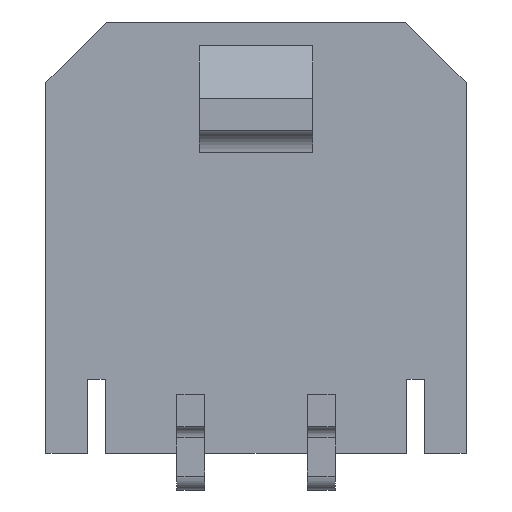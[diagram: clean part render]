
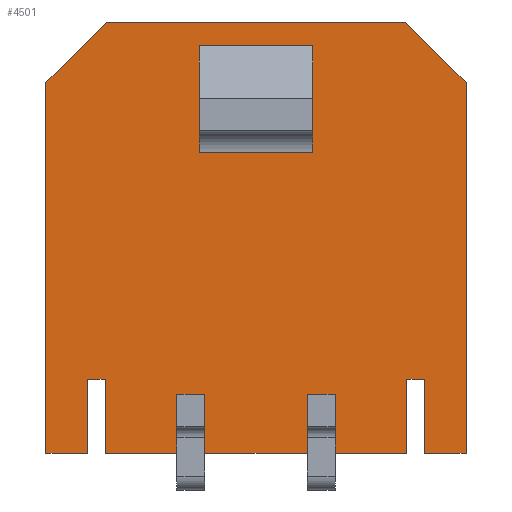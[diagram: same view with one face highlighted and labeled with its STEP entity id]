
A CAD part, top view. The second image highlights one B-rep face of the part: STEP entity #4501.
In plain terms, the highlighted planar face has unit normal (0, 0, 1).
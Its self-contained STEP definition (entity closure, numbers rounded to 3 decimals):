
#23=FACE_BOUND('',#533,.T.);
#296=FACE_OUTER_BOUND('',#532,.T.);
#532=EDGE_LOOP('',(#3646,#3647,#3648,#3649,#3650,#3651,#3652,#3653,#3654,
#3655,#3656,#3657,#3658,#3659,#3660,#3661,#3662,#3663,#3664,#3665,#3666,
#3667));
#533=EDGE_LOOP('',(#3668,#3669,#3670,#3671));
#623=LINE('',#5997,#1226);
#627=LINE('',#6006,#1230);
#634=LINE('',#6020,#1237);
#641=LINE('',#6036,#1244);
#671=LINE('',#6111,#1274);
#811=LINE('',#6401,#1414);
#871=LINE('',#6522,#1474);
#883=LINE('',#6546,#1486);
#901=LINE('',#6582,#1504);
#1040=LINE('',#6865,#1643);
#1054=LINE('',#6892,#1657);
#1055=LINE('',#6894,#1658);
#1057=LINE('',#6899,#1660);
#1061=LINE('',#6906,#1664);
#1063=LINE('',#6911,#1666);
#1065=LINE('',#6915,#1668);
#1066=LINE('',#6917,#1669);
#1067=LINE('',#6918,#1670);
#1068=LINE('',#6919,#1671);
#1069=LINE('',#6921,#1672);
#1070=LINE('',#6922,#1673);
#1071=LINE('',#6924,#1674);
#1072=LINE('',#6926,#1675);
#1073=LINE('',#6927,#1676);
#1074=LINE('',#6929,#1677);
#1075=LINE('',#6930,#1678);
#1226=VECTOR('',#4870,10.);
#1230=VECTOR('',#4876,10.);
#1237=VECTOR('',#4887,10.);
#1244=VECTOR('',#4906,10.);
#1274=VECTOR('',#4956,1.7);
#1414=VECTOR('',#5186,1.7);
#1474=VECTOR('',#5290,8.5);
#1486=VECTOR('',#5304,1.98);
#1504=VECTOR('',#5338,6.85);
#1643=VECTOR('',#5573,8.5);
#1657=VECTOR('',#5599,0.96);
#1658=VECTOR('',#5602,0.96);
#1660=VECTOR('',#5606,1.645);
#1664=VECTOR('',#5612,1.645);
#1666=VECTOR('',#5616,2.36);
#1668=VECTOR('',#5620,1.35);
#1669=VECTOR('',#5621,1.7);
#1670=VECTOR('',#5622,0.4);
#1671=VECTOR('',#5623,1.98);
#1672=VECTOR('',#5624,0.4);
#1673=VECTOR('',#5625,1.7);
#1674=VECTOR('',#5626,1.35);
#1675=VECTOR('',#5627,0.64);
#1676=VECTOR('',#5628,1.35);
#1677=VECTOR('',#5629,1.35);
#1678=VECTOR('',#5630,0.64);
#1829=VERTEX_POINT('',#5995);
#1830=VERTEX_POINT('',#5996);
#1833=VERTEX_POINT('',#6004);
#1834=VERTEX_POINT('',#6005);
#1876=VERTEX_POINT('',#6108);
#1877=VERTEX_POINT('',#6110);
#1981=VERTEX_POINT('',#6398);
#1982=VERTEX_POINT('',#6400);
#2020=VERTEX_POINT('',#6519);
#2021=VERTEX_POINT('',#6521);
#2032=VERTEX_POINT('',#6545);
#2042=VERTEX_POINT('',#6581);
#2137=VERTEX_POINT('',#6862);
#2138=VERTEX_POINT('',#6864);
#2146=VERTEX_POINT('',#6896);
#2147=VERTEX_POINT('',#6898);
#2148=VERTEX_POINT('',#6902);
#2149=VERTEX_POINT('',#6904);
#2150=VERTEX_POINT('',#6908);
#2151=VERTEX_POINT('',#6910);
#2152=VERTEX_POINT('',#6914);
#2153=VERTEX_POINT('',#6916);
#2154=VERTEX_POINT('',#6920);
#2155=VERTEX_POINT('',#6923);
#2156=VERTEX_POINT('',#6925);
#2157=VERTEX_POINT('',#6928);
#2239=EDGE_CURVE('',#1829,#1830,#623,.T.);
#2243=EDGE_CURVE('',#1833,#1834,#627,.T.);
#2251=EDGE_CURVE('',#1830,#1833,#634,.T.);
#2259=EDGE_CURVE('',#1834,#1829,#641,.T.);
#2295=EDGE_CURVE('',#1877,#1876,#671,.T.);
#2439=EDGE_CURVE('',#1981,#1982,#811,.T.);
#2501=EDGE_CURVE('',#2020,#2021,#871,.T.);
#2513=EDGE_CURVE('',#2032,#2021,#883,.T.);
#2531=EDGE_CURVE('',#2042,#2032,#901,.T.);
#2673=EDGE_CURVE('',#2138,#2137,#1040,.T.);
#2687=EDGE_CURVE('',#1877,#2020,#1054,.T.);
#2688=EDGE_CURVE('',#2138,#1981,#1055,.T.);
#2690=EDGE_CURVE('',#2146,#2147,#1057,.T.);
#2694=EDGE_CURVE('',#2149,#2148,#1061,.T.);
#2696=EDGE_CURVE('',#2150,#2151,#1063,.T.);
#2698=EDGE_CURVE('',#2148,#2152,#1065,.T.);
#2699=EDGE_CURVE('',#2149,#2153,#1066,.T.);
#2700=EDGE_CURVE('',#1982,#2153,#1067,.T.);
#2701=EDGE_CURVE('',#2137,#2042,#1068,.T.);
#2702=EDGE_CURVE('',#2154,#1876,#1069,.T.);
#2703=EDGE_CURVE('',#2147,#2154,#1070,.T.);
#2704=EDGE_CURVE('',#2146,#2155,#1071,.T.);
#2705=EDGE_CURVE('',#2156,#2155,#1072,.T.);
#2706=EDGE_CURVE('',#2151,#2156,#1073,.T.);
#2707=EDGE_CURVE('',#2150,#2157,#1074,.T.);
#2708=EDGE_CURVE('',#2152,#2157,#1075,.T.);
#3646=ORIENTED_EDGE('',*,*,#2698,.F.);
#3647=ORIENTED_EDGE('',*,*,#2694,.F.);
#3648=ORIENTED_EDGE('',*,*,#2699,.T.);
#3649=ORIENTED_EDGE('',*,*,#2700,.F.);
#3650=ORIENTED_EDGE('',*,*,#2439,.F.);
#3651=ORIENTED_EDGE('',*,*,#2688,.F.);
#3652=ORIENTED_EDGE('',*,*,#2673,.T.);
#3653=ORIENTED_EDGE('',*,*,#2701,.T.);
#3654=ORIENTED_EDGE('',*,*,#2531,.T.);
#3655=ORIENTED_EDGE('',*,*,#2513,.T.);
#3656=ORIENTED_EDGE('',*,*,#2501,.F.);
#3657=ORIENTED_EDGE('',*,*,#2687,.F.);
#3658=ORIENTED_EDGE('',*,*,#2295,.T.);
#3659=ORIENTED_EDGE('',*,*,#2702,.F.);
#3660=ORIENTED_EDGE('',*,*,#2703,.F.);
#3661=ORIENTED_EDGE('',*,*,#2690,.F.);
#3662=ORIENTED_EDGE('',*,*,#2704,.T.);
#3663=ORIENTED_EDGE('',*,*,#2705,.F.);
#3664=ORIENTED_EDGE('',*,*,#2706,.F.);
#3665=ORIENTED_EDGE('',*,*,#2696,.F.);
#3666=ORIENTED_EDGE('',*,*,#2707,.T.);
#3667=ORIENTED_EDGE('',*,*,#2708,.F.);
#3668=ORIENTED_EDGE('',*,*,#2243,.T.);
#3669=ORIENTED_EDGE('',*,*,#2259,.T.);
#3670=ORIENTED_EDGE('',*,*,#2239,.T.);
#3671=ORIENTED_EDGE('',*,*,#2251,.T.);
#4281=PLANE('',#4759);
#4501=ADVANCED_FACE('',(#296,#23),#4281,.T.);
#4759=AXIS2_PLACEMENT_3D('',#6913,#5618,#5619);
#4870=DIRECTION('',(1.,0.,0.));
#4876=DIRECTION('',(-1.,0.,0.));
#4887=DIRECTION('',(0.,-1.,0.));
#4906=DIRECTION('',(0.,1.,0.));
#4956=DIRECTION('',(0.,1.,0.));
#5186=DIRECTION('',(0.,1.,0.));
#5290=DIRECTION('',(0.,1.,0.));
#5304=DIRECTION('',(-0.707,-0.707,0.));
#5338=DIRECTION('',(-1.,0.,0.));
#5573=DIRECTION('',(0.,1.,0.));
#5599=DIRECTION('',(-1.,0.,0.));
#5602=DIRECTION('',(-1.,0.,0.));
#5606=DIRECTION('',(-1.,0.,0.));
#5612=DIRECTION('',(-1.,0.,0.));
#5616=DIRECTION('',(-1.,0.,0.));
#5618=DIRECTION('center_axis',(0.,0.,1.));
#5619=DIRECTION('ref_axis',(0.,1.,0.));
#5620=DIRECTION('',(0.,1.,0.));
#5621=DIRECTION('',(0.,1.,0.));
#5622=DIRECTION('',(-1.,0.,0.));
#5623=DIRECTION('',(-0.707,0.707,0.));
#5624=DIRECTION('',(-1.,0.,0.));
#5625=DIRECTION('',(0.,1.,0.));
#5626=DIRECTION('',(0.,1.,0.));
#5627=DIRECTION('',(-1.,0.,0.));
#5628=DIRECTION('',(0.,1.,0.));
#5629=DIRECTION('',(0.,1.,0.));
#5630=DIRECTION('',(-1.,0.,0.));
#5995=CARTESIAN_POINT('',(-1.3,4.05,4.4));
#5996=CARTESIAN_POINT('',(1.3,4.05,4.4));
#5997=CARTESIAN_POINT('',(1.763,4.05,4.4));
#6004=CARTESIAN_POINT('',(1.3,1.6,4.4));
#6005=CARTESIAN_POINT('',(-1.3,1.6,4.4));
#6006=CARTESIAN_POINT('',(3.063,1.6,4.4));
#6020=CARTESIAN_POINT('',(1.3,-2.825,4.4));
#6036=CARTESIAN_POINT('',(-1.3,-2.825,4.4));
#6108=CARTESIAN_POINT('',(-3.865,-3.6,4.4));
#6110=CARTESIAN_POINT('',(-3.865,-5.3,4.4));
#6111=CARTESIAN_POINT('',(-3.865,-5.3,4.4));
#6398=CARTESIAN_POINT('',(3.865,-5.3,4.4));
#6400=CARTESIAN_POINT('',(3.865,-3.6,4.4));
#6401=CARTESIAN_POINT('',(3.865,-5.3,4.4));
#6519=CARTESIAN_POINT('',(-4.825,-5.3,4.4));
#6521=CARTESIAN_POINT('',(-4.825,3.2,4.4));
#6522=CARTESIAN_POINT('',(-4.825,-5.3,4.4));
#6545=CARTESIAN_POINT('',(-3.425,4.6,4.4));
#6546=CARTESIAN_POINT('',(-3.425,4.6,4.4));
#6581=CARTESIAN_POINT('',(3.425,4.6,4.4));
#6582=CARTESIAN_POINT('',(3.425,4.6,4.4));
#6862=CARTESIAN_POINT('',(4.825,3.2,4.4));
#6864=CARTESIAN_POINT('',(4.825,-5.3,4.4));
#6865=CARTESIAN_POINT('',(4.825,-5.3,4.4));
#6892=CARTESIAN_POINT('',(-3.865,-5.3,4.4));
#6894=CARTESIAN_POINT('',(4.825,-5.3,4.4));
#6896=CARTESIAN_POINT('',(-1.82,-5.3,4.4));
#6898=CARTESIAN_POINT('',(-3.465,-5.3,4.4));
#6899=CARTESIAN_POINT('',(-1.82,-5.3,4.4));
#6902=CARTESIAN_POINT('',(1.82,-5.3,4.4));
#6904=CARTESIAN_POINT('',(3.465,-5.3,4.4));
#6906=CARTESIAN_POINT('',(3.465,-5.3,4.4));
#6908=CARTESIAN_POINT('',(1.18,-5.3,4.4));
#6910=CARTESIAN_POINT('',(-1.18,-5.3,4.4));
#6911=CARTESIAN_POINT('',(1.18,-5.3,4.4));
#6913=CARTESIAN_POINT('Origin',(4.825,-5.3,4.4));
#6914=CARTESIAN_POINT('',(1.82,-3.95,4.4));
#6915=CARTESIAN_POINT('',(1.82,-5.3,4.4));
#6916=CARTESIAN_POINT('',(3.465,-3.6,4.4));
#6917=CARTESIAN_POINT('',(3.465,-5.3,4.4));
#6918=CARTESIAN_POINT('',(3.865,-3.6,4.4));
#6919=CARTESIAN_POINT('',(4.825,3.2,4.4));
#6920=CARTESIAN_POINT('',(-3.465,-3.6,4.4));
#6921=CARTESIAN_POINT('',(-3.465,-3.6,4.4));
#6922=CARTESIAN_POINT('',(-3.465,-5.3,4.4));
#6923=CARTESIAN_POINT('',(-1.82,-3.95,4.4));
#6924=CARTESIAN_POINT('',(-1.82,-5.3,4.4));
#6925=CARTESIAN_POINT('',(-1.18,-3.95,4.4));
#6926=CARTESIAN_POINT('',(-1.18,-3.95,4.4));
#6927=CARTESIAN_POINT('',(-1.18,-5.3,4.4));
#6928=CARTESIAN_POINT('',(1.18,-3.95,4.4));
#6929=CARTESIAN_POINT('',(1.18,-5.3,4.4));
#6930=CARTESIAN_POINT('',(1.82,-3.95,4.4));
